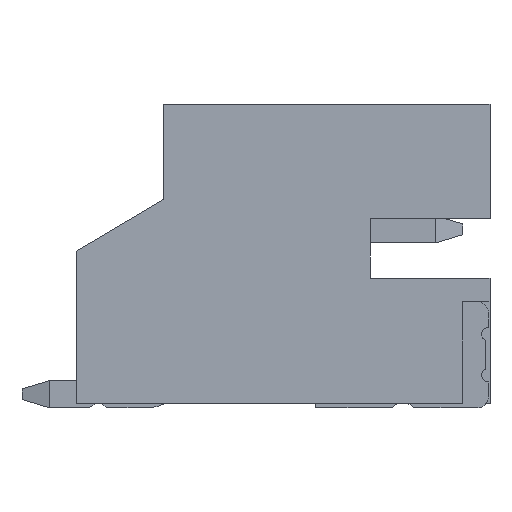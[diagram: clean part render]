
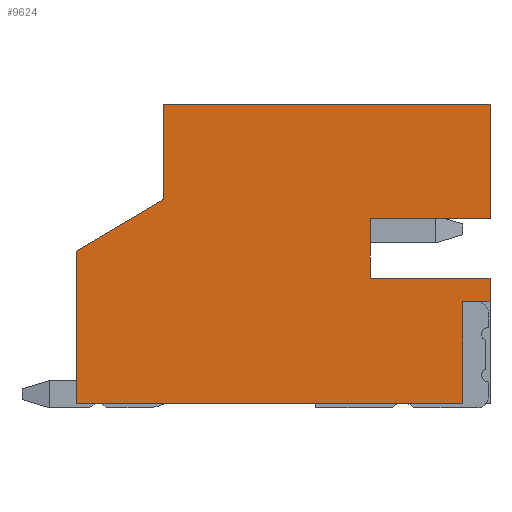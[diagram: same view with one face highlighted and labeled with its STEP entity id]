
A CAD part, left-side view. The second image highlights one B-rep face of the part: STEP entity #9624.
In plain terms, the highlighted face is planar.
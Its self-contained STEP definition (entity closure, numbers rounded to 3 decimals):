
#874=ORIENTED_EDGE('',*,*,#2630,.F.);
#875=ORIENTED_EDGE('',*,*,#2668,.T.);
#876=ORIENTED_EDGE('',*,*,#2704,.F.);
#877=ORIENTED_EDGE('',*,*,#2656,.F.);
#878=ORIENTED_EDGE('',*,*,#2661,.F.);
#879=ORIENTED_EDGE('',*,*,#2663,.F.);
#880=ORIENTED_EDGE('',*,*,#2705,.F.);
#881=ORIENTED_EDGE('',*,*,#2706,.F.);
#882=ORIENTED_EDGE('',*,*,#2707,.F.);
#883=ORIENTED_EDGE('',*,*,#2596,.T.);
#884=ORIENTED_EDGE('',*,*,#2593,.T.);
#885=ORIENTED_EDGE('',*,*,#2708,.F.);
#2593=EDGE_CURVE('',#3532,#3533,#4220,.T.);
#2596=EDGE_CURVE('',#3534,#3532,#4223,.T.);
#2630=EDGE_CURVE('',#3560,#3561,#4257,.T.);
#2656=EDGE_CURVE('',#3582,#3583,#4283,.T.);
#2661=EDGE_CURVE('',#3585,#3582,#4288,.T.);
#2663=EDGE_CURVE('',#3586,#3585,#4290,.T.);
#2668=EDGE_CURVE('',#3560,#3590,#4295,.T.);
#2704=EDGE_CURVE('',#3583,#3590,#4327,.T.);
#2705=EDGE_CURVE('',#3605,#3586,#4328,.T.);
#2706=EDGE_CURVE('',#3606,#3605,#4329,.T.);
#2707=EDGE_CURVE('',#3534,#3606,#4330,.T.);
#2708=EDGE_CURVE('',#3561,#3533,#4331,.T.);
#3532=VERTEX_POINT('',#13037);
#3533=VERTEX_POINT('',#13038);
#3534=VERTEX_POINT('',#13043);
#3560=VERTEX_POINT('',#13112);
#3561=VERTEX_POINT('',#13114);
#3582=VERTEX_POINT('',#13168);
#3583=VERTEX_POINT('',#13170);
#3585=VERTEX_POINT('',#13177);
#3586=VERTEX_POINT('',#13181);
#3590=VERTEX_POINT('',#13191);
#3605=VERTEX_POINT('',#13251);
#3606=VERTEX_POINT('',#13253);
#4220=LINE('',#13036,#5089);
#4223=LINE('',#13042,#5092);
#4257=LINE('',#13113,#5126);
#4283=LINE('',#13169,#5152);
#4288=LINE('',#13178,#5157);
#4290=LINE('',#13182,#5159);
#4295=LINE('',#13192,#5164);
#4327=LINE('',#13249,#5196);
#4328=LINE('',#13250,#5197);
#4329=LINE('',#13252,#5198);
#4330=LINE('',#13254,#5199);
#4331=LINE('',#13255,#5200);
#5089=VECTOR('',#11000,1000.);
#5092=VECTOR('',#11005,1000.);
#5126=VECTOR('',#11059,1000.);
#5152=VECTOR('',#11101,1000.);
#5157=VECTOR('',#11108,1000.);
#5159=VECTOR('',#11112,1000.);
#5164=VECTOR('',#11119,1000.);
#5196=VECTOR('',#11173,1000.);
#5197=VECTOR('',#11174,1000.);
#5198=VECTOR('',#11175,1000.);
#5199=VECTOR('',#11176,1000.);
#5200=VECTOR('',#11177,1000.);
#5812=EDGE_LOOP('',(#874,#875,#876,#877,#878,#879,#880,#881,#882,#883,#884,
#885));
#6205=FACE_BOUND('',#5812,.T.);
#6598=PLANE('',#10058);
#9624=ADVANCED_FACE('',(#6205),#6598,.F.);
#10058=AXIS2_PLACEMENT_3D('',#13248,#11171,#11172);
#11000=DIRECTION('',(0.,1.,0.));
#11005=DIRECTION('',(0.,0.511,-0.86));
#11059=DIRECTION('',(0.,1.,0.));
#11101=DIRECTION('',(0.,0.,1.));
#11108=DIRECTION('',(0.,1.,0.));
#11112=DIRECTION('',(0.,0.,-1.));
#11119=DIRECTION('',(0.,0.,1.));
#11171=DIRECTION('',(-1.,0.,0.));
#11172=DIRECTION('',(0.,0.,1.));
#11173=DIRECTION('',(0.,1.,0.));
#11174=DIRECTION('',(0.,1.,0.));
#11175=DIRECTION('',(0.,0.,1.));
#11176=DIRECTION('',(0.,-1.,0.));
#11177=DIRECTION('',(0.,0.,-1.));
#13036=CARTESIAN_POINT('',(9.,-0.05,-4.6));
#13037=CARTESIAN_POINT('',(9.,-0.05,-4.6));
#13038=CARTESIAN_POINT('',(9.,2.75,-4.6));
#13042=CARTESIAN_POINT('',(9.,-1.,-3.));
#13043=CARTESIAN_POINT('',(9.,-1.,-3.));
#13112=CARTESIAN_POINT('',(9.,0.88,2.5));
#13113=CARTESIAN_POINT('',(9.,0.88,2.5));
#13114=CARTESIAN_POINT('',(9.,2.75,2.5));
#13168=CARTESIAN_POINT('',(9.,0.45,0.8));
#13169=CARTESIAN_POINT('',(9.,0.45,0.8));
#13170=CARTESIAN_POINT('',(9.,0.45,3.));
#13177=CARTESIAN_POINT('',(9.,-0.65,0.8));
#13178=CARTESIAN_POINT('',(9.,-0.65,0.8));
#13181=CARTESIAN_POINT('',(9.,-0.65,3.));
#13182=CARTESIAN_POINT('',(9.,-0.65,3.));
#13191=CARTESIAN_POINT('',(9.,0.88,3.));
#13192=CARTESIAN_POINT('',(9.,0.88,2.5));
#13248=CARTESIAN_POINT('',(9.,0.,0.));
#13249=CARTESIAN_POINT('',(9.,-2.75,3.));
#13250=CARTESIAN_POINT('',(9.,-2.75,3.));
#13251=CARTESIAN_POINT('',(9.,-2.75,3.));
#13252=CARTESIAN_POINT('',(9.,-2.75,-3.));
#13253=CARTESIAN_POINT('',(9.,-2.75,-3.));
#13254=CARTESIAN_POINT('',(9.,2.75,-3.));
#13255=CARTESIAN_POINT('',(9.,2.75,3.));
